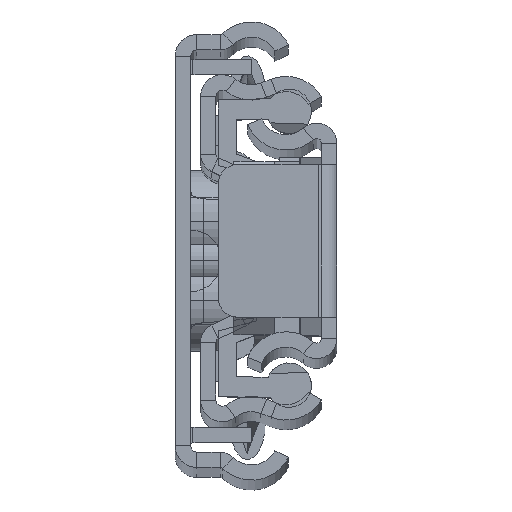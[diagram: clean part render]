
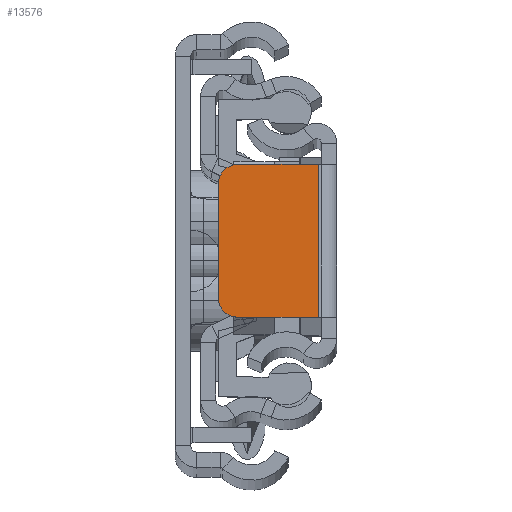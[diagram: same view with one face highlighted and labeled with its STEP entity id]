
A CAD part, top view. The second image highlights one B-rep face of the part: STEP entity #13576.
In plain terms, the highlighted planar face has unit normal (0, 0, 1).
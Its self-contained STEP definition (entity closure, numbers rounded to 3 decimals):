
#408 = VERTEX_POINT ( 'NONE', #8287 ) ;
#454 = AXIS2_PLACEMENT_3D ( 'NONE', #2416, #9054, #7274 ) ;
#874 = LINE ( 'NONE', #14353, #17553 ) ;
#887 = PLANE ( 'NONE',  #454 ) ;
#2029 = ORIENTED_EDGE ( 'NONE', *, *, #3491, .F. ) ;
#2416 = CARTESIAN_POINT ( 'NONE',  ( 0., 0., 0. ) ) ;
#2982 = VERTEX_POINT ( 'NONE', #10125 ) ;
#3491 = EDGE_CURVE ( 'NONE', #12186, #408, #14585, .T. ) ;
#4296 = DIRECTION ( 'NONE',  ( 0., -1., 0. ) ) ;
#4593 = DIRECTION ( 'NONE',  ( 0., 0., 1. ) ) ;
#4786 = VECTOR ( 'NONE', #20949, 1000. ) ;
#4796 = DIRECTION ( 'NONE',  ( 0., -1., 0. ) ) ;
#5052 = EDGE_CURVE ( 'NONE', #12186, #19809, #874, .T. ) ;
#6738 = EDGE_CURVE ( 'NONE', #9308, #408, #17843, .T. ) ;
#7269 = ORIENTED_EDGE ( 'NONE', *, *, #6738, .T. ) ;
#7274 = DIRECTION ( 'NONE',  ( -1., 0., 0. ) ) ;
#7792 = CARTESIAN_POINT ( 'NONE',  ( 0., -6., 0. ) ) ;
#7963 = AXIS2_PLACEMENT_3D ( 'NONE', #17707, #19160, #17821 ) ;
#8195 = EDGE_CURVE ( 'NONE', #14867, #9308, #15387, .T. ) ;
#8287 = CARTESIAN_POINT ( 'NONE',  ( -1.45, -6., 0. ) ) ;
#8382 = EDGE_CURVE ( 'NONE', #2982, #14867, #13090, .T. ) ;
#8553 = CARTESIAN_POINT ( 'NONE',  ( -1.45, 6., 0. ) ) ;
#8671 = VECTOR ( 'NONE', #4296, 1000. ) ;
#8988 = ORIENTED_EDGE ( 'NONE', *, *, #8382, .T. ) ;
#9054 = DIRECTION ( 'NONE',  ( 0., 0., -1. ) ) ;
#9308 = VERTEX_POINT ( 'NONE', #15442 ) ;
#9602 = CARTESIAN_POINT ( 'NONE',  ( -1.45, -6., 0. ) ) ;
#10125 = CARTESIAN_POINT ( 'NONE',  ( -9.3, 4.5, 0. ) ) ;
#10295 = CIRCLE ( 'NONE', #18057, 1.5 ) ;
#11174 = CARTESIAN_POINT ( 'NONE',  ( -7.8, 6., 0. ) ) ;
#11459 = CARTESIAN_POINT ( 'NONE',  ( -7.8, 4.5, 0. ) ) ;
#11984 = EDGE_LOOP ( 'NONE', ( #8988, #14139, #7269, #2029, #12697, #13217 ) ) ;
#12186 = VERTEX_POINT ( 'NONE', #8553 ) ;
#12238 = VECTOR ( 'NONE', #4796, 1000. ) ;
#12697 = ORIENTED_EDGE ( 'NONE', *, *, #5052, .T. ) ;
#13090 = LINE ( 'NONE', #19709, #12238 ) ;
#13217 = ORIENTED_EDGE ( 'NONE', *, *, #14128, .T. ) ;
#13576 = ADVANCED_FACE ( 'NONE', ( #15694 ), #887, .F. ) ;
#14128 = EDGE_CURVE ( 'NONE', #19809, #2982, #10295, .T. ) ;
#14139 = ORIENTED_EDGE ( 'NONE', *, *, #8195, .T. ) ;
#14353 = CARTESIAN_POINT ( 'NONE',  ( 0., 6., 0. ) ) ;
#14585 = LINE ( 'NONE', #9602, #8671 ) ;
#14658 = DIRECTION ( 'NONE',  ( -1., 0., 0. ) ) ;
#14867 = VERTEX_POINT ( 'NONE', #15346 ) ;
#15346 = CARTESIAN_POINT ( 'NONE',  ( -9.3, -4.5, 0. ) ) ;
#15387 = CIRCLE ( 'NONE', #7963, 1.5 ) ;
#15442 = CARTESIAN_POINT ( 'NONE',  ( -7.8, -6., 0. ) ) ;
#15694 = FACE_OUTER_BOUND ( 'NONE', #11984, .T. ) ;
#17553 = VECTOR ( 'NONE', #19423, 1000. ) ;
#17707 = CARTESIAN_POINT ( 'NONE',  ( -7.8, -4.5, 0. ) ) ;
#17821 = DIRECTION ( 'NONE',  ( -1., 0., 0. ) ) ;
#17843 = LINE ( 'NONE', #7792, #4786 ) ;
#18057 = AXIS2_PLACEMENT_3D ( 'NONE', #11459, #4593, #14658 ) ;
#19160 = DIRECTION ( 'NONE',  ( 0., 0., 1. ) ) ;
#19423 = DIRECTION ( 'NONE',  ( -1., 0., 0. ) ) ;
#19709 = CARTESIAN_POINT ( 'NONE',  ( -9.3, 0., 0. ) ) ;
#19809 = VERTEX_POINT ( 'NONE', #11174 ) ;
#20949 = DIRECTION ( 'NONE',  ( 1., 0., 0. ) ) ;
